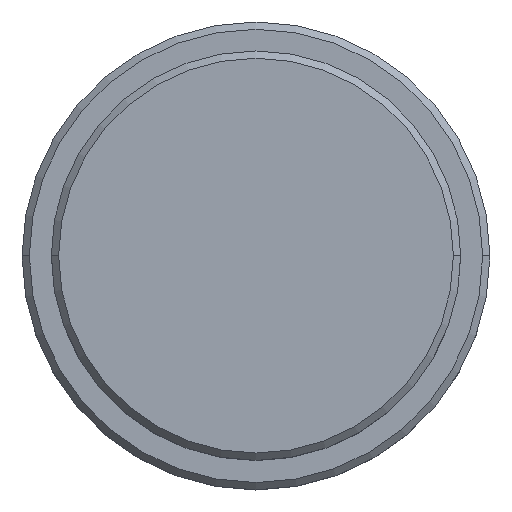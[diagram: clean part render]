
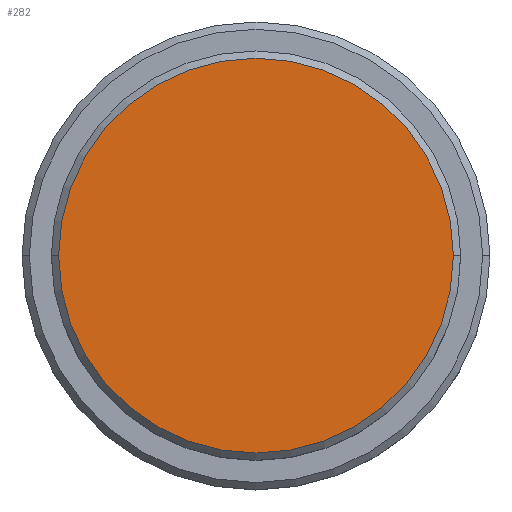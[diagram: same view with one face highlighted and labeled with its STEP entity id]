
A CAD part, top view. The second image highlights one B-rep face of the part: STEP entity #282.
In plain terms, the highlighted planar face has unit normal (0, 0, 1).
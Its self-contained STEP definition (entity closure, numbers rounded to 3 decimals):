
#8 = CARTESIAN_POINT ( 'NONE',  ( 0., 0., 0. ) ) ;
#64 = PLANE ( 'NONE',  #480 ) ;
#73 = DIRECTION ( 'NONE',  ( 0., 0., 1. ) ) ;
#95 = ORIENTED_EDGE ( 'NONE', *, *, #749, .T. ) ;
#129 = VERTEX_POINT ( 'NONE', #928 ) ;
#193 = DIRECTION ( 'NONE',  ( 1., 0., 0. ) ) ;
#282 = ADVANCED_FACE ( 'NONE', ( #723 ), #64, .T. ) ;
#297 = DIRECTION ( 'NONE',  ( 0., 0., 1. ) ) ;
#318 = EDGE_CURVE ( 'NONE', #768, #129, #987, .T. ) ;
#456 = CARTESIAN_POINT ( 'NONE',  ( -13.5, 0., 0. ) ) ;
#480 = AXIS2_PLACEMENT_3D ( 'NONE', #858, #73, #945 ) ;
#560 = DIRECTION ( 'NONE',  ( 0., 0., 1. ) ) ;
#591 = AXIS2_PLACEMENT_3D ( 'NONE', #8, #560, #788 ) ;
#658 = ORIENTED_EDGE ( 'NONE', *, *, #318, .T. ) ;
#723 = FACE_OUTER_BOUND ( 'NONE', #1271, .T. ) ;
#736 = AXIS2_PLACEMENT_3D ( 'NONE', #1267, #297, #193 ) ;
#749 = EDGE_CURVE ( 'NONE', #129, #768, #985, .T. ) ;
#768 = VERTEX_POINT ( 'NONE', #456 ) ;
#788 = DIRECTION ( 'NONE',  ( 1., 0., 0. ) ) ;
#858 = CARTESIAN_POINT ( 'NONE',  ( 0., 0., 0. ) ) ;
#928 = CARTESIAN_POINT ( 'NONE',  ( 13.5, 0., 0. ) ) ;
#945 = DIRECTION ( 'NONE',  ( 1., 0., 0. ) ) ;
#985 = CIRCLE ( 'NONE', #591, 13.5 ) ;
#987 = CIRCLE ( 'NONE', #736, 13.5 ) ;
#1267 = CARTESIAN_POINT ( 'NONE',  ( 0., 0., 0. ) ) ;
#1271 = EDGE_LOOP ( 'NONE', ( #658, #95 ) ) ;
